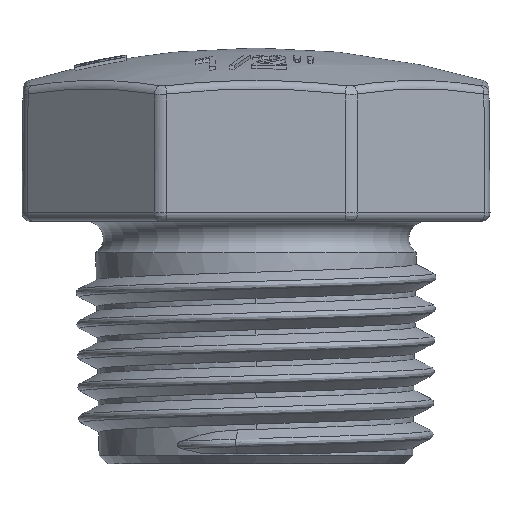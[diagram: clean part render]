
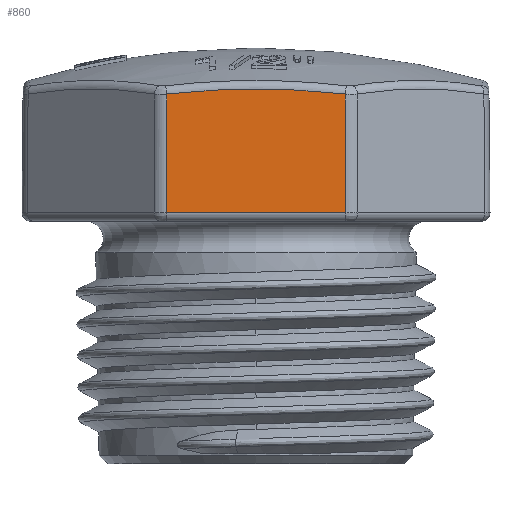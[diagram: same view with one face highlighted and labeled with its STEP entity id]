
A CAD part, left-side view. The second image highlights one B-rep face of the part: STEP entity #860.
In plain terms, the highlighted planar face has unit normal (-1, 0, 0.009).
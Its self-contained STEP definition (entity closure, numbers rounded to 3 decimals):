
#179=PLANE('',#3862);
#259=FACE_OUTER_BOUND('',#1380,.T.);
#469=LINE('',#6026,#634);
#470=LINE('',#6029,#635);
#471=LINE('',#6031,#636);
#634=VECTOR('',#4285,1.);
#635=VECTOR('',#4286,1.);
#636=VECTOR('',#4287,1.);
#860=ADVANCED_FACE('',(#259),#179,.T.);
#1380=EDGE_LOOP('',(#1746,#1747,#1748,#1749));
#1746=ORIENTED_EDGE('',*,*,#3185,.T.);
#1747=ORIENTED_EDGE('',*,*,#3186,.T.);
#1748=ORIENTED_EDGE('',*,*,#3187,.T.);
#1749=ORIENTED_EDGE('',*,*,#3188,.T.);
#2832=VERTEX_POINT('',#6027);
#2833=VERTEX_POINT('',#6028);
#2834=VERTEX_POINT('',#6030);
#2835=VERTEX_POINT('',#6032);
#3185=EDGE_CURVE('',#2832,#2833,#469,.T.);
#3186=EDGE_CURVE('',#2833,#2834,#470,.T.);
#3187=EDGE_CURVE('',#2834,#2835,#471,.T.);
#3188=EDGE_CURVE('',#2835,#2832,#3662,.T.);
#3662=CIRCLE('',#3861,44.091);
#3861=AXIS2_PLACEMENT_3D('',#6033,#4288,#4289);
#3862=AXIS2_PLACEMENT_3D('',#6034,#4290,#4291);
#4285=DIRECTION('',(-0.009,0.004,-1.));
#4286=DIRECTION('',(0.,-1.,0.));
#4287=DIRECTION('',(0.009,0.004,1.));
#4288=DIRECTION('',(-1.,0.,0.009));
#4289=DIRECTION('',(0.009,0.,1.));
#4290=DIRECTION('',(-1.,0.,0.009));
#4291=DIRECTION('',(0.009,0.,1.));
#6026=CARTESIAN_POINT('',(-13.5,5.178,14.503));
#6027=CARTESIAN_POINT('',(-13.44,5.153,21.348));
#6028=CARTESIAN_POINT('',(-13.5,5.178,14.504));
#6029=CARTESIAN_POINT('',(-13.5,-5.18,14.504));
#6030=CARTESIAN_POINT('',(-13.5,-5.178,14.504));
#6031=CARTESIAN_POINT('',(-13.5,-5.178,14.543));
#6032=CARTESIAN_POINT('',(-13.44,-5.153,21.348));
#6033=CARTESIAN_POINT('',(-13.822,0.,-22.439));
#6034=CARTESIAN_POINT('',(-13.5,5.592,14.504));
